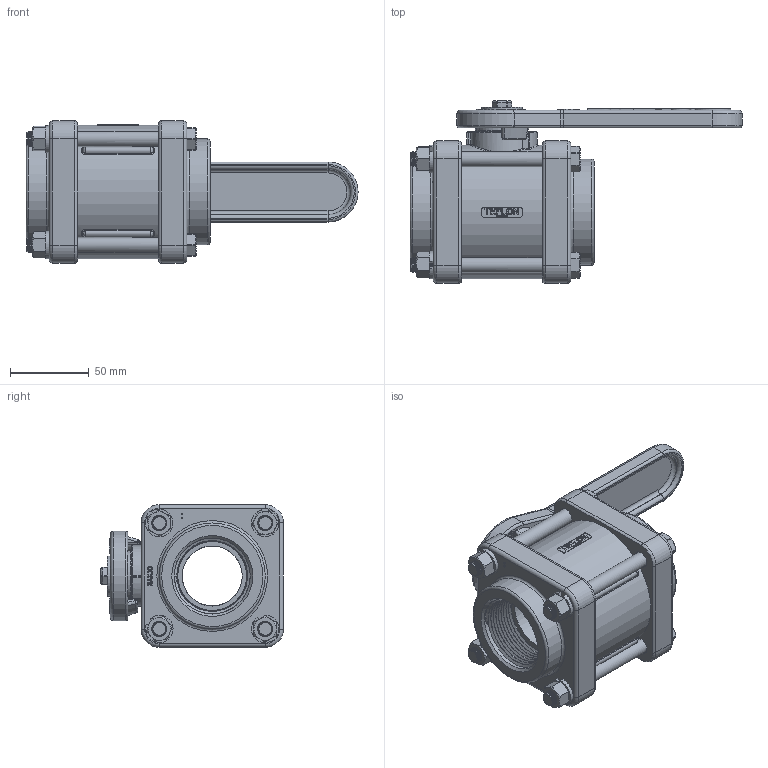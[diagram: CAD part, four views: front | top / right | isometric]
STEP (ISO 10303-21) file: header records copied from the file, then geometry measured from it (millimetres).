
FILE_DESCRIPTION(/* description */ ('1-1/2" POLY BALL VALVE, TFE'),/* implementation_level */ '2;1');
FILE_NAME(/* name */ 'V150T.stp',/* time_stamp */ '2023-04-25T14:38:30-04:00',/* author */ ('MEG'),/* organization */ (''),/* preprocessor_version */ 'ST-DEVELOPER v18.1',/* originating_system */ 'Autodesk Inventor 2022',/* authorisation */ '');
FILE_SCHEMA (('AUTOMOTIVE_DESIGN { 1 0 10303 214 3 1 1 }'));
Products named in the file (21): V150T; V20254; V20257; VX20257; V20255A; V20255AM; V20255AX; V20258A; V20264T; V20017; V20018; V20019; V20020; V20021; V20151M; V20151; V20153; V20159; V20163T; VL1003; V20060
Assembly tree (33 placements, depth 4):
  V150T
    V20254
    V20257  x2
      VX20257
    V20255A
      V20255AM
        V20255AX
    V20258A  x2
    V20264T  x2
    V20017  x4
    V20018  x4
    V20019  x4
    V20020
    V20021
    V20151M
      V20151
    V20153
    V20159
    V20163T
    VL1003
    V20060  x2
Bounding box: 210.82 x 116.1 x 90.42 mm (x, y, z)
Volume: 581472.2 mm3; surface area: 184428.1 mm2
Topology: 30 solids, 30 shells, 2225 faces, 5542 edges, 3510 vertices
Faces by surface type: plane 944, cylinder 498, cone 362, bspline 306, torus 103, sphere 12
Full cylindrical faces by diameter (mm): 2.261 x1, 3.277 x1, 4.978 x1, 7.144 x1, 8.236 x60, 8.915 x4, 9.525 x64, 10.668 x8, 19.05 x2, 19.075 x1, 19.304 x1, 23.495 x2, 23.812 x2, 24.13 x1, 25.4 x1, 31.75 x1, 31.877 x1, 32.512 x1, 38.1 x5, 39.776 x2, 41.046 x2, 44.856 x2, 50.8 x2, 50.902 x2, 57.912 x2, 67.31 x2, 79.502 x2, 81.026 x2, 84.836 x1
Entity records: 54425 total; most frequent: CARTESIAN_POINT 17242, ORIENTED_EDGE 7846, DIRECTION 6769, EDGE_CURVE 3923, VERTEX_POINT 2497, LINE 2409, VECTOR 2409, AXIS2_PLACEMENT_3D 2180
